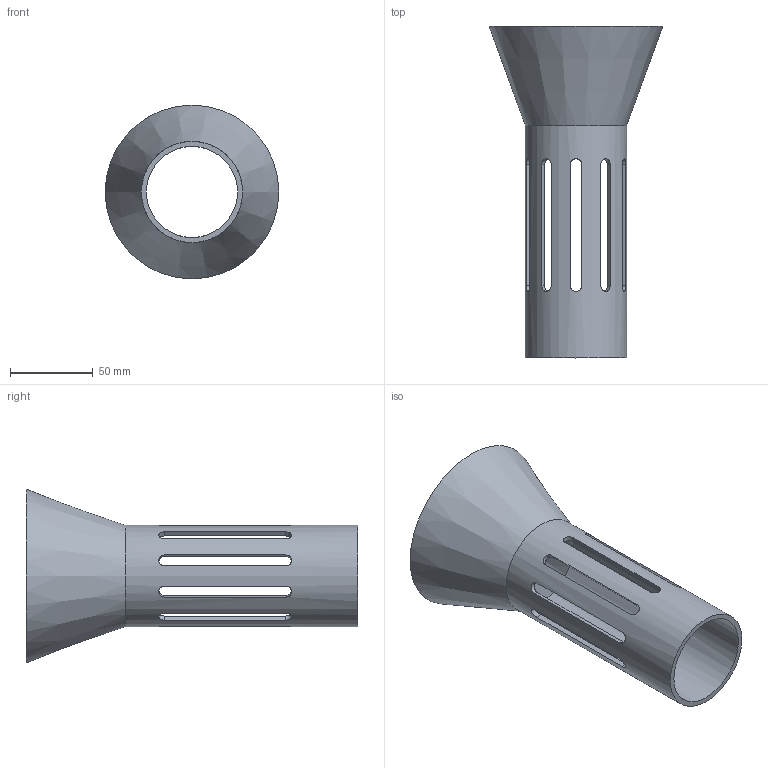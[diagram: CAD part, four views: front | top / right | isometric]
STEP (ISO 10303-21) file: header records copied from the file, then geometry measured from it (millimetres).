
FILE_DESCRIPTION(/* description */ (''),/* implementation_level */ '2;1');
FILE_NAME(/* name */ '',/* time_stamp */ '2025-04-19T20:08:01+03:00',/* author */ ('I9232'),/* organization */ (''),/* preprocessor_version */ 'ST-DEVELOPER v19.2',/* originating_system */ 'Autodesk Inventor 2023',/* authorisation */ '');
FILE_SCHEMA (('AUTOMOTIVE_DESIGN { 1 0 10303 214 3 1 1 }'));
Length unit declared in the file: millimetre
Products named in the file (1): воронка
Bounding box: 104.68 x 200 x 104.68 mm (x, y, z)
Volume: 104738.3 mm3; surface area: 78133.5 mm2
Topology: 1 solids, 1 shells, 46 faces, 131 edges, 86 vertices
Faces by surface type: cylinder 22, plane 21, cone 2, torus 1
Full cylindrical faces by diameter (mm): 55 x1, 61 x1
Entity records: 2157 total; most frequent: CARTESIAN_POINT 944, ORIENTED_EDGE 262, DIRECTION 192, EDGE_CURVE 131, VERTEX_POINT 86, LINE 84, VECTOR 84, EDGE_LOOP 67
